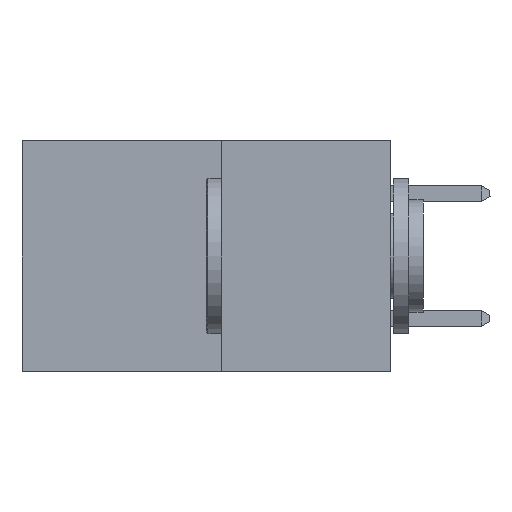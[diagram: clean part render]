
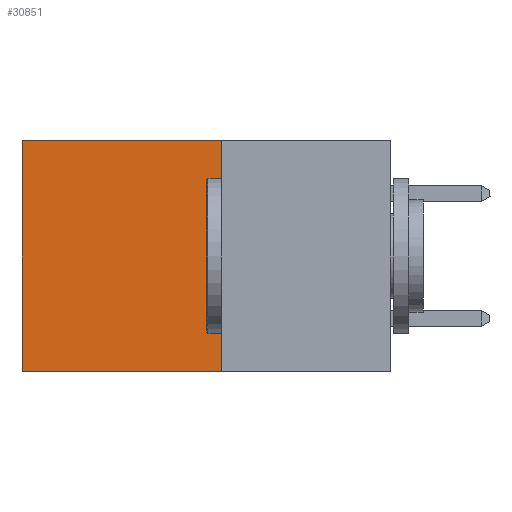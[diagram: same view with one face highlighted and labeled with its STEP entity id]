
A CAD part, left-side view. The second image highlights one B-rep face of the part: STEP entity #30851.
In plain terms, the highlighted planar face has unit normal (-1, 0, 0).
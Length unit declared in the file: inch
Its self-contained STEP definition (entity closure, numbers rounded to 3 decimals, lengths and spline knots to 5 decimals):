
#1113 = EDGE_CURVE ( 'NONE', #13289, #27689, #2720, .T. ) ;
#1680 = CARTESIAN_POINT ( 'NONE',  ( 0.277, 0.27, -0.37 ) ) ;
#1735 = DIRECTION ( 'NONE',  ( 0., 1., 0. ) ) ;
#2720 = LINE ( 'NONE', #22108, #21453 ) ;
#4141 = VECTOR ( 'NONE', #8055, 39.37008 ) ;
#4315 = DIRECTION ( 'NONE',  ( 0., 0., -1. ) ) ;
#5528 = CARTESIAN_POINT ( 'NONE',  ( 0.277, 0.27, 0. ) ) ;
#7565 = ORIENTED_EDGE ( 'NONE', *, *, #28098, .T. ) ;
#8055 = DIRECTION ( 'NONE',  ( 0., 1., 0. ) ) ;
#10485 = DIRECTION ( 'NONE',  ( 0., 0., -1. ) ) ;
#10739 = ORIENTED_EDGE ( 'NONE', *, *, #15437, .F. ) ;
#10959 = EDGE_LOOP ( 'NONE', ( #23753, #10739, #26456, #7565 ) ) ;
#13289 = VERTEX_POINT ( 'NONE', #18350 ) ;
#13558 = FACE_OUTER_BOUND ( 'NONE', #10959, .T. ) ;
#15437 = EDGE_CURVE ( 'NONE', #27689, #29507, #21205, .T. ) ;
#16531 = AXIS2_PLACEMENT_3D ( 'NONE', #1680, #19572, #4315 ) ;
#17080 = CARTESIAN_POINT ( 'NONE',  ( 0.277, 0.27, -0.37 ) ) ;
#18350 = CARTESIAN_POINT ( 'NONE',  ( 0.277, 0.27, 0. ) ) ;
#18516 = LINE ( 'NONE', #29352, #25209 ) ;
#19531 = VERTEX_POINT ( 'NONE', #29208 ) ;
#19572 = DIRECTION ( 'NONE',  ( 1., 0., 0. ) ) ;
#21205 = LINE ( 'NONE', #17080, #27834 ) ;
#21453 = VECTOR ( 'NONE', #27209, 39.37008 ) ;
#22108 = CARTESIAN_POINT ( 'NONE',  ( 0.277, 0.27, -0.37 ) ) ;
#23753 = ORIENTED_EDGE ( 'NONE', *, *, #27618, .T. ) ;
#25209 = VECTOR ( 'NONE', #10485, 39.37008 ) ;
#26456 = ORIENTED_EDGE ( 'NONE', *, *, #1113, .F. ) ;
#27019 = PLANE ( 'NONE',  #16531 ) ;
#27209 = DIRECTION ( 'NONE',  ( 0., 0., -1. ) ) ;
#27618 = EDGE_CURVE ( 'NONE', #19531, #29507, #18516, .T. ) ;
#27689 = VERTEX_POINT ( 'NONE', #31760 ) ;
#27834 = VECTOR ( 'NONE', #1735, 39.37008 ) ;
#28098 = EDGE_CURVE ( 'NONE', #13289, #19531, #29404, .T. ) ;
#29058 = CARTESIAN_POINT ( 'NONE',  ( 0.277, 0.59, -0.37 ) ) ;
#29208 = CARTESIAN_POINT ( 'NONE',  ( 0.277, 0.59, 0. ) ) ;
#29352 = CARTESIAN_POINT ( 'NONE',  ( 0.277, 0.59, -0.37 ) ) ;
#29404 = LINE ( 'NONE', #5528, #4141 ) ;
#29507 = VERTEX_POINT ( 'NONE', #29058 ) ;
#30851 = ADVANCED_FACE ( 'NONE', ( #13558 ), #27019, .F. ) ;
#31760 = CARTESIAN_POINT ( 'NONE',  ( 0.277, 0.27, -0.37 ) ) ;
